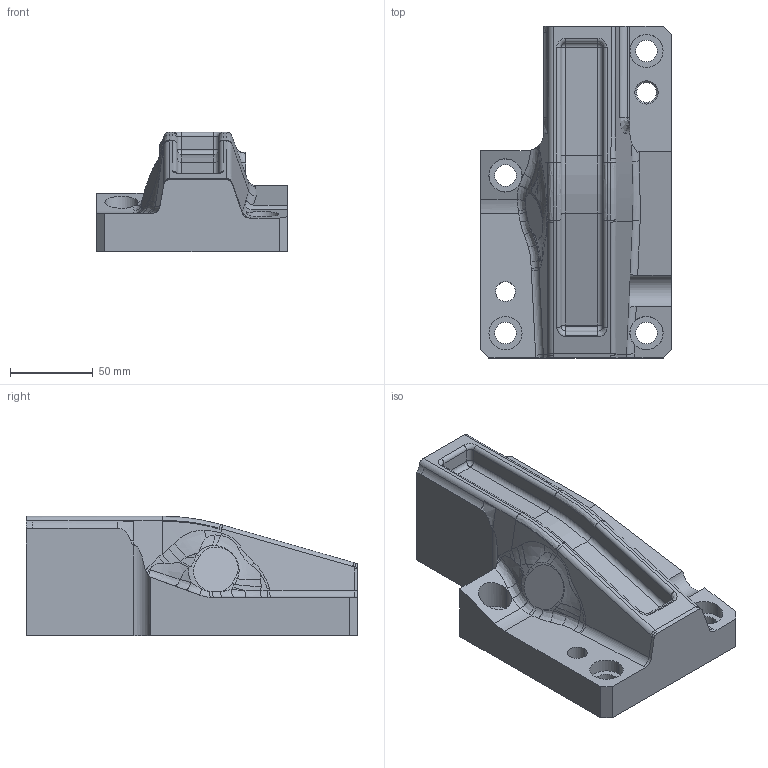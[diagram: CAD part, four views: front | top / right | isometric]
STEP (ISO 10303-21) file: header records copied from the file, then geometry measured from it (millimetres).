
FILE_DESCRIPTION(('STEP AP214'),'1');
FILE_NAME('Ford B479 pia09-10 OF18715-Rep168-Matrice-Tombage-Bord (OF18715-Rep168-Matrice-Tombage-Bord.1)(PLMO-0291).step','2017-10-06T07:55:23',(' '),(' '),'Spatial InterOp 3D',' ',' ');
FILE_SCHEMA(('AUTOMOTIVE_DESIGN { 1 0 10303 214 1 1 1 1 }'));
Length unit declared in the file: millimetre
Products named in the file (1): Rep168_Matrice_Tombage_Bord_1_Rep168_Matrice_Tombage_Bord_Rep168_Matrice_Tombage_Bord_PartBody_Rep168_Matrice_Tombage_Bord
Bounding box: 115 x 200 x 72.01 mm (x, y, z)
Volume: 846617.6 mm3; surface area: 84057.4 mm2
Topology: 1 solids, 1 shells, 441 faces, 1110 edges, 719 vertices
Faces by surface type: plane 233, bspline 77, extrusion 60, cylinder 59, sphere 6, torus 4, cone 2
Entity records: 22877 total; most frequent: CARTESIAN_POINT 10004, ORIENTED_EDGE 2178, DIRECTION 1329, EDGE_CURVE 1089, VERTEX_POINT 719, B_SPLINE_CURVE_WITH_KNOTS 577, VECTOR 545, EDGE_LOOP 522
